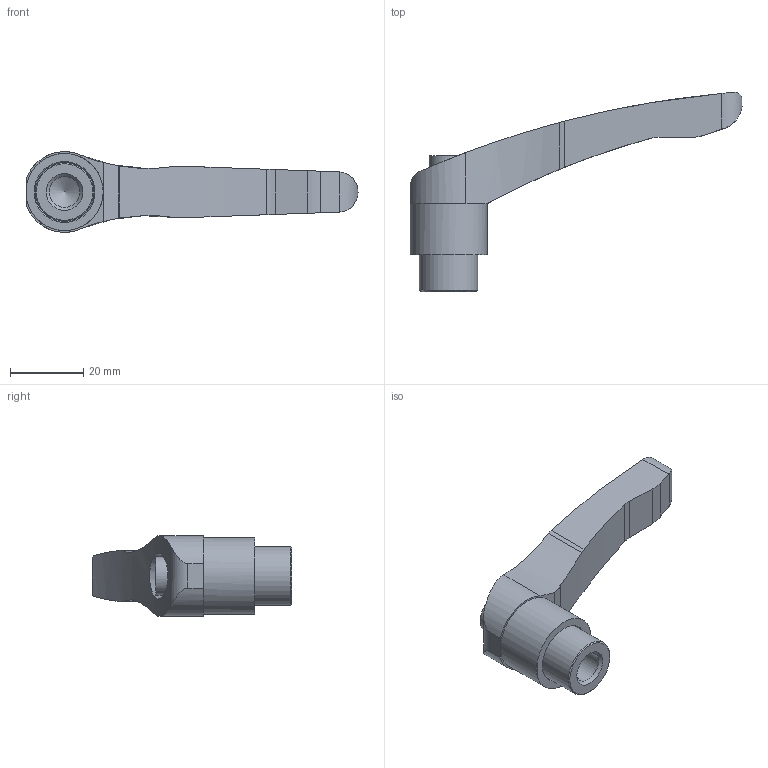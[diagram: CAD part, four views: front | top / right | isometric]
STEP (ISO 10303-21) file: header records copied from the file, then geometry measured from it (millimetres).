
FILE_DESCRIPTION( ( 'STEP AP214' ), '1' );
FILE_NAME( 'K0122.3101.stp', '2020-11-25T10:29:45', ( '' ), ( '' ), ' ', 'PARTsolutions', ' ' );
FILE_SCHEMA( ( 'AUTOMOTIVE_DESIGN { 1 0 10303 214 1 1 1 1 }' ) );
Length unit declared in the file: millimetre
Products named in the file (1): _K0122.3101
Bounding box: 90.5 x 54.3 x 21.95 mm (x, y, z)
Volume: 20663.6 mm3; surface area: 7537.4 mm2
Topology: 1 solids, 2 shells, 59 faces, 149 edges, 97 vertices
Faces by surface type: cylinder 38, plane 16, cone 5
Full cylindrical faces by diameter (mm): 7 x1, 8.376 x1, 10.6 x2, 16 x1, 16.6 x1, 21 x1
Entity records: 2432 total; most frequent: CARTESIAN_POINT 584, DIRECTION 288, ORIENTED_EDGE 266, EDGE_CURVE 133, AXIS2_PLACEMENT_3D 120, VERTEX_POINT 94, EDGE_LOOP 76, FACE_OUTER_BOUND 66
